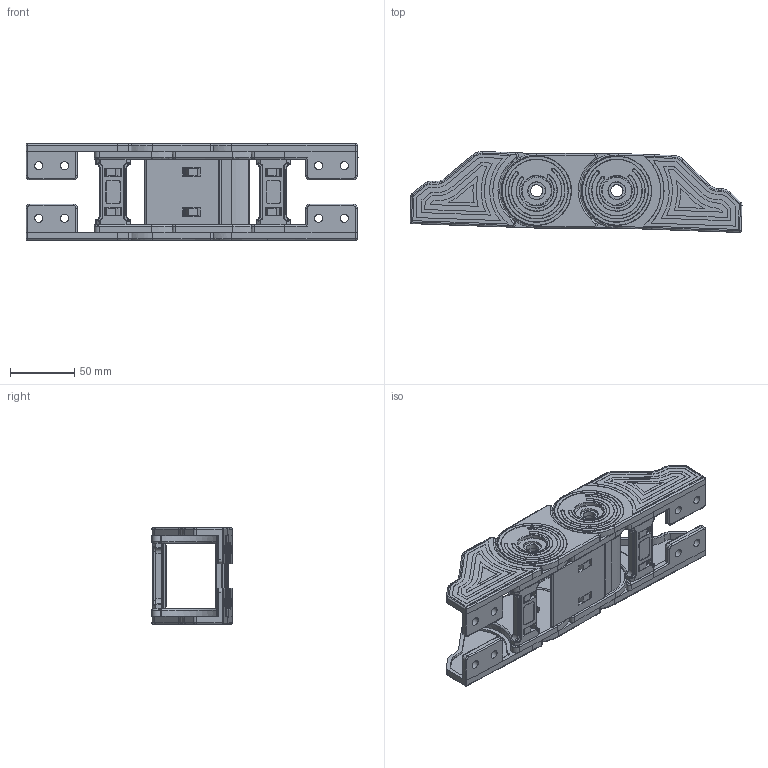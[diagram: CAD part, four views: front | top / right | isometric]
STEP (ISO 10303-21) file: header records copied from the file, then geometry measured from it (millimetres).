
FILE_DESCRIPTION (( 'STEP AP214' ), '1' );
FILE_NAME ('CK42-K050-ESKÝ AYAK.STEP', '2019-09-18T12:20:31', ( '' ), ( '' ), 'SwSTEP 2.0', 'SolidWorks 2017', '' );
FILE_SCHEMA (( 'AUTOMOTIVE_DESIGN' ));
Length unit declared in the file: millimetre
Products named in the file (1): CK42-K050-ESKÝ AYAK
Bounding box: 258.63 x 62.95 x 75.8 mm (x, y, z)
Volume: 270768 mm3; surface area: 154244 mm2
Topology: 12 solids, 12 shells, 2467 faces, 6386 edges, 3988 vertices
Faces by surface type: plane 1085, cylinder 940, bspline 292, torus 100, sphere 50
Entity records: 103859 total; most frequent: CARTESIAN_POINT 46716, ORIENTED_EDGE 12640, DIRECTION 10708, EDGE_CURVE 6320, VERTEX_POINT 3988, LINE 3696, VECTOR 3696, AXIS2_PLACEMENT_3D 3506
